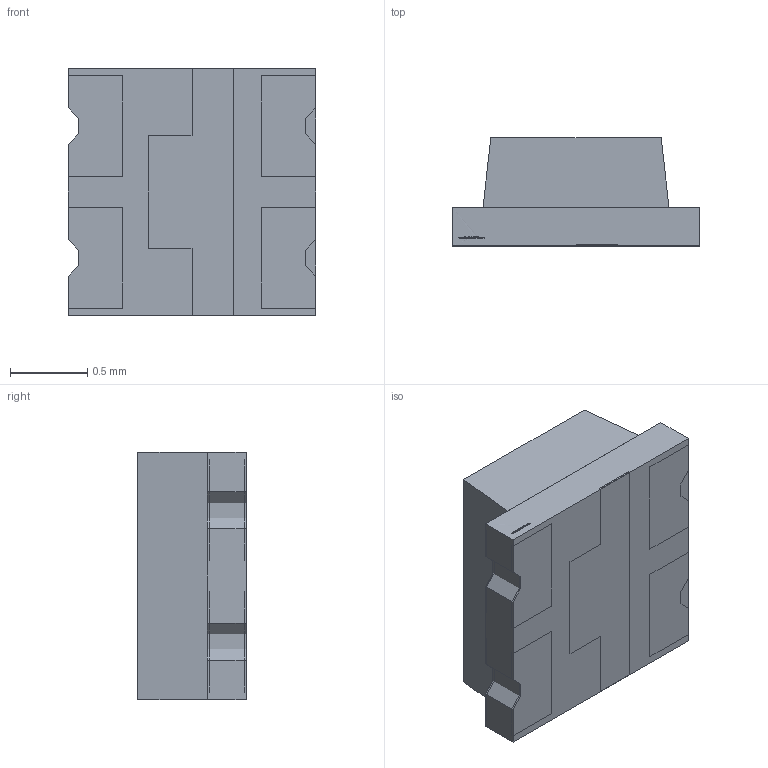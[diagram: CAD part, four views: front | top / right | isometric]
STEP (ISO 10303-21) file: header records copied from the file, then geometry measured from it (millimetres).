
FILE_DESCRIPTION (( 'STEP AP214' ), '1' );
FILE_NAME ('3331266E-B4E1-4803-9DBA-3D40B91DED37.STEP', '2024-03-16T07:57:03', ( '' ), ( '' ), 'SwSTEP 2.0', 'SolidWorks 2022', '' );
FILE_SCHEMA (( 'AUTOMOTIVE_DESIGN' ));
Length unit declared in the file: millimetre
Products named in the file (1): 3331266E-B4E1-4803-9DBA-3D40B91DED37
Bounding box: 1.6 x 0.7 x 1.6 mm (x, y, z)
Topology: 0 solids, 36 shells, 352 faces, 834 edges, 550 vertices
Faces by surface type: plane 225, bspline 111, cylinder 16
Entity records: 14021 total; most frequent: CARTESIAN_POINT 7057, ORIENTED_EDGE 1614, EDGE_CURVE 827, DIRECTION 812, VERTEX_POINT 538, B_SPLINE_CURVE_WITH_KNOTS 522, EDGE_LOOP 378, ADVANCED_FACE 349
